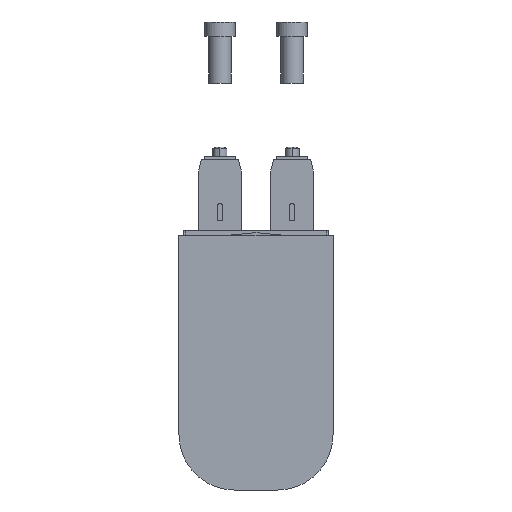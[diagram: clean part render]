
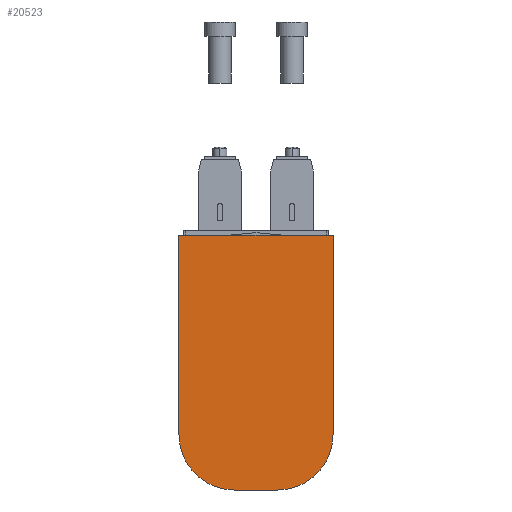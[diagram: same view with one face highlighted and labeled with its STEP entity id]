
A CAD part, front view. The second image highlights one B-rep face of the part: STEP entity #20523.
In plain terms, the highlighted planar face has unit normal (0, -1, 0).
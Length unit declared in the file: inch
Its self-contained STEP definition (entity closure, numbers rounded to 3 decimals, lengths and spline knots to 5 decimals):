
#118 = CARTESIAN_POINT ( 'NONE',  ( -0.54134, -0.24016, 0.89567 ) ) ;
#700 = DIRECTION ( 'NONE',  ( 0., -1., 0. ) ) ;
#1040 = VERTEX_POINT ( 'NONE', #118 ) ;
#1121 = ORIENTED_EDGE ( 'NONE', *, *, #12175, .F. ) ;
#1590 = EDGE_CURVE ( 'NONE', #6806, #8970, #9185, .T. ) ;
#1706 = ORIENTED_EDGE ( 'NONE', *, *, #1590, .T. ) ;
#4146 = CARTESIAN_POINT ( 'NONE',  ( -0.54134, -0.24016, -0.89567 ) ) ;
#4246 = VERTEX_POINT ( 'NONE', #19190 ) ;
#5039 = DIRECTION ( 'NONE',  ( 0., 0., 1. ) ) ;
#5265 = EDGE_CURVE ( 'NONE', #1040, #18960, #7064, .T. ) ;
#5358 = CARTESIAN_POINT ( 'NONE',  ( -0.54134, -0.24016, 0.89567 ) ) ;
#5515 = VECTOR ( 'NONE', #11734, 39.37008 ) ;
#5923 = LINE ( 'NONE', #4146, #6677 ) ;
#6208 = EDGE_CURVE ( 'NONE', #4246, #17664, #10301, .T. ) ;
#6395 = ORIENTED_EDGE ( 'NONE', *, *, #6208, .T. ) ;
#6484 = ORIENTED_EDGE ( 'NONE', *, *, #15528, .F. ) ;
#6677 = VECTOR ( 'NONE', #10612, 39.37008 ) ;
#6806 = VERTEX_POINT ( 'NONE', #20816 ) ;
#6848 = FACE_OUTER_BOUND ( 'NONE', #8701, .T. ) ;
#7016 = LINE ( 'NONE', #14963, #18231 ) ;
#7064 = LINE ( 'NONE', #5358, #5515 ) ;
#7272 = CARTESIAN_POINT ( 'NONE',  ( 0.54134, -0.24016, -0.89567 ) ) ;
#8346 = CARTESIAN_POINT ( 'NONE',  ( 0., -0.24016, 0. ) ) ;
#8513 = CARTESIAN_POINT ( 'NONE',  ( 0.54134, -0.24016, -0.50567 ) ) ;
#8652 = DIRECTION ( 'NONE',  ( 0., 0., -1. ) ) ;
#8701 = EDGE_LOOP ( 'NONE', ( #1121, #1706, #14319, #6395, #6484, #18869 ) ) ;
#8757 = CARTESIAN_POINT ( 'NONE',  ( -0.15134, -0.24016, -0.50567 ) ) ;
#8970 = VERTEX_POINT ( 'NONE', #17912 ) ;
#9185 = CIRCLE ( 'NONE', #20665, 0.39 ) ;
#9970 = AXIS2_PLACEMENT_3D ( 'NONE', #15430, #10258, #16888 ) ;
#10104 = AXIS2_PLACEMENT_3D ( 'NONE', #8346, #13322, #5039 ) ;
#10258 = DIRECTION ( 'NONE',  ( 0., -1., 0. ) ) ;
#10301 = CIRCLE ( 'NONE', #9970, 0.39 ) ;
#10561 = DIRECTION ( 'NONE',  ( 0., 0., 1. ) ) ;
#10612 = DIRECTION ( 'NONE',  ( 0., 0., 1. ) ) ;
#11734 = DIRECTION ( 'NONE',  ( 1., 0., 0. ) ) ;
#12175 = EDGE_CURVE ( 'NONE', #6806, #1040, #5923, .T. ) ;
#13292 = EDGE_CURVE ( 'NONE', #4246, #8970, #7016, .T. ) ;
#13322 = DIRECTION ( 'NONE',  ( 0., 1., 0. ) ) ;
#13595 = DIRECTION ( 'NONE',  ( -1., 0., 0. ) ) ;
#14319 = ORIENTED_EDGE ( 'NONE', *, *, #13292, .F. ) ;
#14963 = CARTESIAN_POINT ( 'NONE',  ( -0.54134, -0.24016, -0.89567 ) ) ;
#15430 = CARTESIAN_POINT ( 'NONE',  ( 0.15134, -0.24016, -0.50567 ) ) ;
#15528 = EDGE_CURVE ( 'NONE', #18960, #17664, #18452, .T. ) ;
#16266 = PLANE ( 'NONE',  #10104 ) ;
#16888 = DIRECTION ( 'NONE',  ( 0., 0., 1. ) ) ;
#17317 = VECTOR ( 'NONE', #8652, 39.37008 ) ;
#17664 = VERTEX_POINT ( 'NONE', #8513 ) ;
#17912 = CARTESIAN_POINT ( 'NONE',  ( -0.15134, -0.24016, -0.89567 ) ) ;
#18231 = VECTOR ( 'NONE', #13595, 39.37008 ) ;
#18452 = LINE ( 'NONE', #7272, #17317 ) ;
#18869 = ORIENTED_EDGE ( 'NONE', *, *, #5265, .F. ) ;
#18960 = VERTEX_POINT ( 'NONE', #19999 ) ;
#19190 = CARTESIAN_POINT ( 'NONE',  ( 0.15134, -0.24016, -0.89567 ) ) ;
#19999 = CARTESIAN_POINT ( 'NONE',  ( 0.54134, -0.24016, 0.89567 ) ) ;
#20523 = ADVANCED_FACE ( 'NONE', ( #6848 ), #16266, .F. ) ;
#20665 = AXIS2_PLACEMENT_3D ( 'NONE', #8757, #700, #10561 ) ;
#20816 = CARTESIAN_POINT ( 'NONE',  ( -0.54134, -0.24016, -0.50567 ) ) ;
